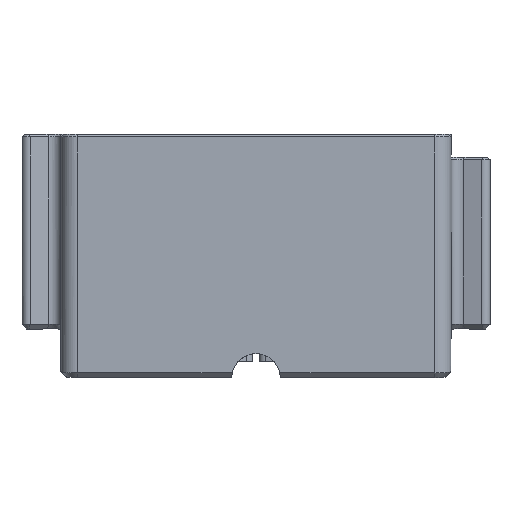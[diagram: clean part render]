
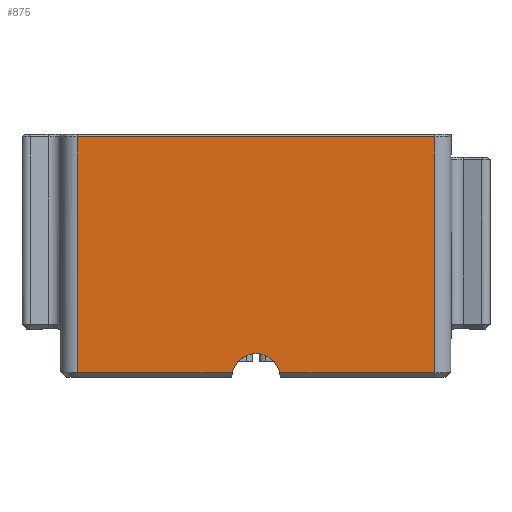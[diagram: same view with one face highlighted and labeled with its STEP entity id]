
A CAD part, front view. The second image highlights one B-rep face of the part: STEP entity #875.
In plain terms, the highlighted planar face has unit normal (0, -1, 0).
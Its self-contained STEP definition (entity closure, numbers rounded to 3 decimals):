
#111 = PLANE ( 'NONE',  #3848 ) ;
#322 = VERTEX_POINT ( 'NONE', #1491 ) ;
#539 = DIRECTION ( 'NONE',  ( 0., -1., 0. ) ) ;
#673 = CARTESIAN_POINT ( 'NONE',  ( -60., -86.962, 54.2 ) ) ;
#875 = ADVANCED_FACE ( 'NONE', ( #4562 ), #111, .F. ) ;
#916 = DIRECTION ( 'NONE',  ( 0., 0., 1. ) ) ;
#1200 = ORIENTED_EDGE ( 'NONE', *, *, #2921, .T. ) ;
#1405 = VERTEX_POINT ( 'NONE', #6324 ) ;
#1418 = DIRECTION ( 'NONE',  ( 1., 0., 0. ) ) ;
#1491 = CARTESIAN_POINT ( 'NONE',  ( 55., -86.962, 54.2 ) ) ;
#1492 = ORIENTED_EDGE ( 'NONE', *, *, #4550, .T. ) ;
#1521 = EDGE_CURVE ( 'NONE', #1553, #2993, #2182, .T. ) ;
#1536 = CARTESIAN_POINT ( 'NONE',  ( 55., -86.962, 25. ) ) ;
#1553 = VERTEX_POINT ( 'NONE', #1555 ) ;
#1555 = CARTESIAN_POINT ( 'NONE',  ( 7.327, -86.962, -18.4 ) ) ;
#1600 = VECTOR ( 'NONE', #2849, 1000. ) ;
#1745 = ORIENTED_EDGE ( 'NONE', *, *, #4114, .T. ) ;
#1966 = VECTOR ( 'NONE', #4892, 1000. ) ;
#1995 = ORIENTED_EDGE ( 'NONE', *, *, #1521, .F. ) ;
#2012 = EDGE_CURVE ( 'NONE', #2687, #1405, #6663, .T. ) ;
#2111 = CARTESIAN_POINT ( 'NONE',  ( -60., -86.962, 25. ) ) ;
#2182 = CIRCLE ( 'NONE', #2985, 7.5 ) ;
#2356 = EDGE_CURVE ( 'NONE', #1553, #6435, #6334, .T. ) ;
#2656 = DIRECTION ( 'NONE',  ( 1., 0., 0. ) ) ;
#2686 = CARTESIAN_POINT ( 'NONE',  ( -60., -86.962, -18.4 ) ) ;
#2687 = VERTEX_POINT ( 'NONE', #6294 ) ;
#2849 = DIRECTION ( 'NONE',  ( -1., 0., 0. ) ) ;
#2861 = CARTESIAN_POINT ( 'NONE',  ( -55., -86.962, 25. ) ) ;
#2920 = VECTOR ( 'NONE', #1418, 1000. ) ;
#2921 = EDGE_CURVE ( 'NONE', #322, #2687, #5317, .T. ) ;
#2985 = AXIS2_PLACEMENT_3D ( 'NONE', #5833, #539, #2656 ) ;
#2993 = VERTEX_POINT ( 'NONE', #5957 ) ;
#3290 = DIRECTION ( 'NONE',  ( -1., 0., 0. ) ) ;
#3435 = EDGE_LOOP ( 'NONE', ( #5161, #1745, #1995, #5947, #1492, #1200 ) ) ;
#3848 = AXIS2_PLACEMENT_3D ( 'NONE', #2111, #4518, #3290 ) ;
#4109 = LINE ( 'NONE', #1536, #6758 ) ;
#4114 = EDGE_CURVE ( 'NONE', #1405, #2993, #6678, .T. ) ;
#4518 = DIRECTION ( 'NONE',  ( 0., 1., 0. ) ) ;
#4550 = EDGE_CURVE ( 'NONE', #6435, #322, #4109, .T. ) ;
#4562 = FACE_OUTER_BOUND ( 'NONE', #3435, .T. ) ;
#4892 = DIRECTION ( 'NONE',  ( 1., 0., 0. ) ) ;
#5132 = CARTESIAN_POINT ( 'NONE',  ( -60., -86.962, -18.4 ) ) ;
#5161 = ORIENTED_EDGE ( 'NONE', *, *, #2012, .T. ) ;
#5166 = CARTESIAN_POINT ( 'NONE',  ( 55., -86.962, -18.4 ) ) ;
#5317 = LINE ( 'NONE', #673, #1600 ) ;
#5832 = VECTOR ( 'NONE', #6342, 1000. ) ;
#5833 = CARTESIAN_POINT ( 'NONE',  ( 0., -86.962, -20. ) ) ;
#5947 = ORIENTED_EDGE ( 'NONE', *, *, #2356, .T. ) ;
#5957 = CARTESIAN_POINT ( 'NONE',  ( -7.327, -86.962, -18.4 ) ) ;
#6294 = CARTESIAN_POINT ( 'NONE',  ( -55., -86.962, 54.2 ) ) ;
#6324 = CARTESIAN_POINT ( 'NONE',  ( -55., -86.962, -18.4 ) ) ;
#6334 = LINE ( 'NONE', #5132, #2920 ) ;
#6342 = DIRECTION ( 'NONE',  ( 0., 0., -1. ) ) ;
#6435 = VERTEX_POINT ( 'NONE', #5166 ) ;
#6663 = LINE ( 'NONE', #2861, #5832 ) ;
#6678 = LINE ( 'NONE', #2686, #1966 ) ;
#6758 = VECTOR ( 'NONE', #916, 1000. ) ;
